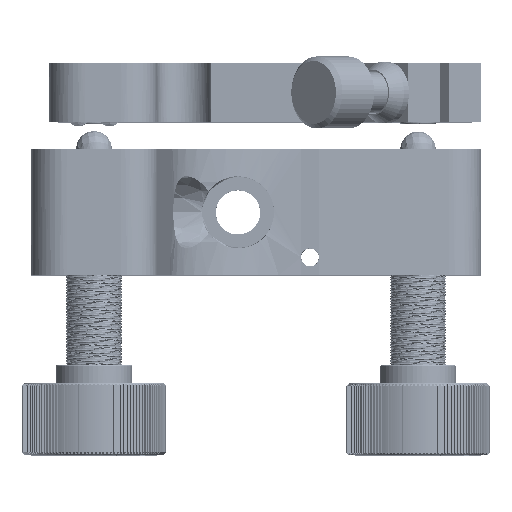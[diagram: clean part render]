
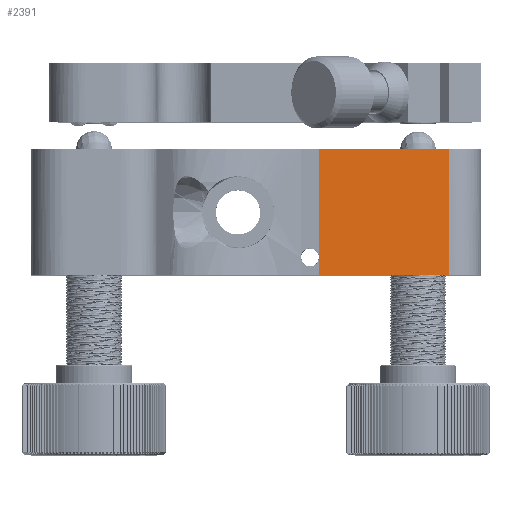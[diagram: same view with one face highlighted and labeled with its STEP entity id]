
A CAD part, top view. The second image highlights one B-rep face of the part: STEP entity #2391.
In plain terms, the highlighted planar face has unit normal (0.105, 0, 0.995).
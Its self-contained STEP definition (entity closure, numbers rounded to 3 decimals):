
#2391=ADVANCED_FACE('',(#5207),#48061,.T.);
#5207=FACE_OUTER_BOUND('',#8067,.T.);
#8067=EDGE_LOOP('',(#21305,#21306,#21307,#21308,#21309));
#21305=ORIENTED_EDGE('',*,*,#31210,.T.);
#21306=ORIENTED_EDGE('',*,*,#31207,.F.);
#21307=ORIENTED_EDGE('',*,*,#31206,.F.);
#21308=ORIENTED_EDGE('',*,*,#31211,.T.);
#21309=ORIENTED_EDGE('',*,*,#31212,.T.);
#31206=EDGE_CURVE('',#45322,#45318,#40232,.T.);
#31207=EDGE_CURVE('',#45318,#45323,#40233,.T.);
#31210=EDGE_CURVE('',#45325,#45323,#40236,.T.);
#31211=EDGE_CURVE('',#45322,#45326,#40237,.T.);
#31212=EDGE_CURVE('',#45326,#45325,#40238,.T.);
#40232=B_SPLINE_CURVE_WITH_KNOTS('',1,(#93767,#93768),.UNSPECIFIED.,.F.,
 .F.,(2,2),(0.,2.),.UNSPECIFIED.);
#40233=B_SPLINE_CURVE_WITH_KNOTS('',1,(#93769,#93770),.UNSPECIFIED.,.F.,
 .F.,(2,2),(0.,12.),.UNSPECIFIED.);
#40236=B_SPLINE_CURVE_WITH_KNOTS('',1,(#93775,#93776),.UNSPECIFIED.,.F.,
 .F.,(2,2),(0.,14.5),.UNSPECIFIED.);
#40237=B_SPLINE_CURVE_WITH_KNOTS('',1,(#93777,#93778),.UNSPECIFIED.,.F.,
 .F.,(2,2),(-14.5,0.),.UNSPECIFIED.);
#40238=B_SPLINE_CURVE_WITH_KNOTS('',1,(#93779,#93780),.UNSPECIFIED.,.F.,
 .F.,(2,2),(-14.,0.),.UNSPECIFIED.);
#45318=VERTEX_POINT('',#93551);
#45322=VERTEX_POINT('',#93555);
#45323=VERTEX_POINT('',#93556);
#45325=VERTEX_POINT('',#93558);
#45326=VERTEX_POINT('',#93559);
#48061=PLANE('',#50708);
#50708=AXIS2_PLACEMENT_3D('',#92943,#52266,$);
#52266=DIRECTION('',(0.105,0.,0.994));
#92943=CARTESIAN_POINT('',(5.423,-8.671,17.383));
#93551=CARTESIAN_POINT('',(6.996,-5.151,17.217));
#93555=CARTESIAN_POINT('',(6.996,-7.151,17.217));
#93556=CARTESIAN_POINT('',(6.996,6.849,17.217));
#93558=CARTESIAN_POINT('',(21.416,6.849,15.695));
#93559=CARTESIAN_POINT('',(21.416,-7.151,15.695));
#93767=CARTESIAN_POINT('',(6.996,-7.151,17.217));
#93768=CARTESIAN_POINT('',(6.996,-5.151,17.217));
#93769=CARTESIAN_POINT('',(6.996,-5.151,17.217));
#93770=CARTESIAN_POINT('',(6.996,6.849,17.217));
#93775=CARTESIAN_POINT('',(21.416,6.849,15.695));
#93776=CARTESIAN_POINT('',(6.996,6.849,17.217));
#93777=CARTESIAN_POINT('',(6.996,-7.151,17.217));
#93778=CARTESIAN_POINT('',(21.416,-7.151,15.695));
#93779=CARTESIAN_POINT('',(21.416,-7.151,15.695));
#93780=CARTESIAN_POINT('',(21.416,6.849,15.695));
